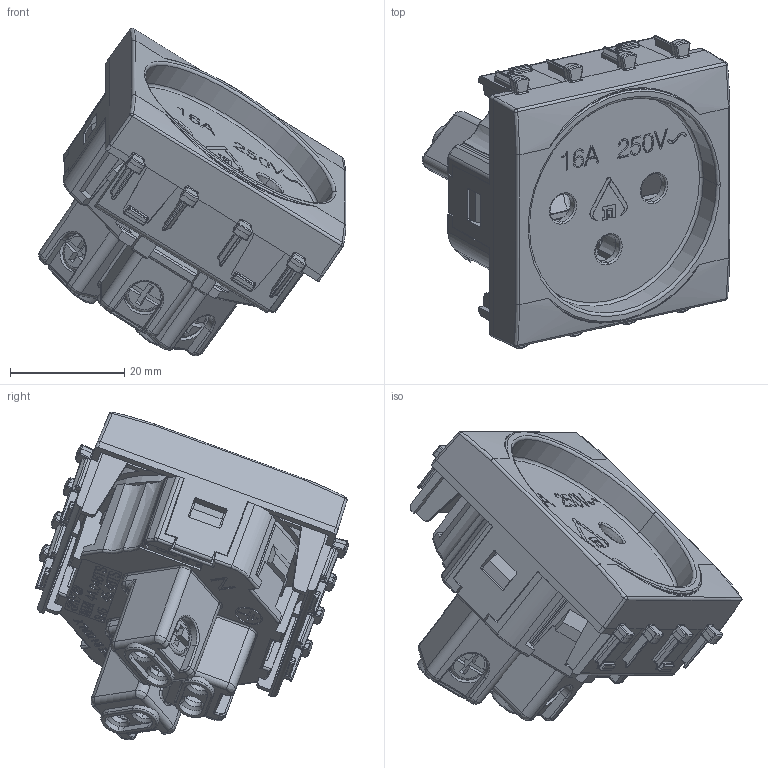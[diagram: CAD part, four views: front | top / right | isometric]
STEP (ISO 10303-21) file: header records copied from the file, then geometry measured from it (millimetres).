
FILE_DESCRIPTION(('CATIA V5 STEP Exchange'),'2;1');
FILE_NAME('441046TS.stp','2024-02-23T15:03:13+00:00',('none'),('none'),'CATIA Version 5-6 Release 2016 SP6','CATIA V5 STEP AP203','none');
FILE_SCHEMA(('CONFIG_CONTROL_DESIGN'));
Products named in the file (1): 441046TS
Assembly tree (13 placements, depth 2):
  441046TS
    #57
    #60483  x3
    #70319  x3
    #75827  x3
    #76781
    #87435
    #103569
Bounding box: 53.85 x 54.83 x 57.42 mm (x, y, z)
Volume: 20035.4 mm3; surface area: 32864.6 mm2
Topology: 13 solids, 13 shells, 5366 faces, 13647 edges, 8555 vertices
Faces by surface type: plane 3445, cylinder 1082, bspline 366, cone 206, extrusion 92, torus 90, sphere 85
Entity records: 164585 total; most frequent: CARTESIAN_POINT 73724, ORIENTED_EDGE 21480, DIRECTION 13740, EDGE_CURVE 10740, VERTEX_POINT 6793, VECTOR 6630, LINE 6538, EDGE_LOOP 4383
